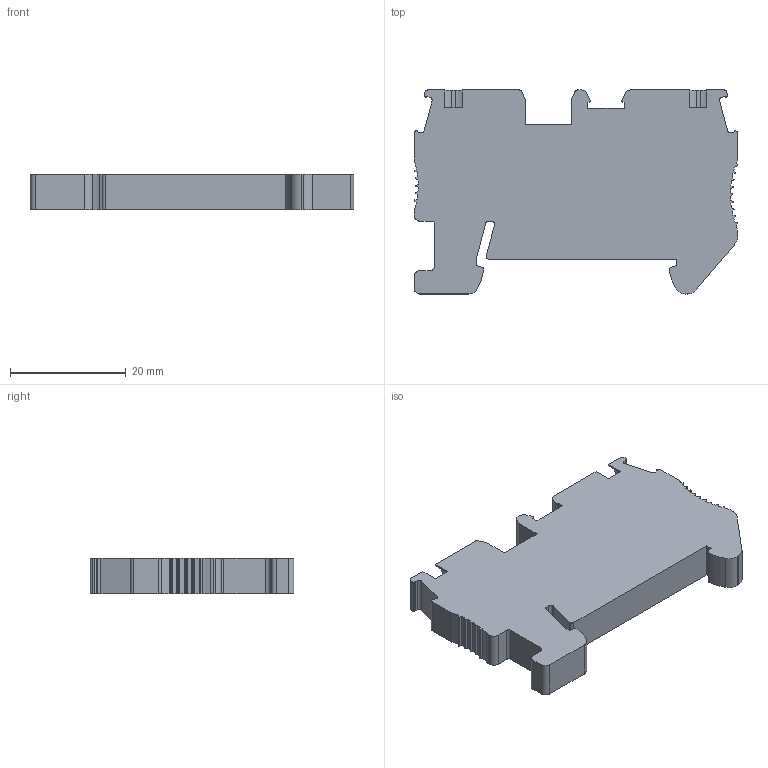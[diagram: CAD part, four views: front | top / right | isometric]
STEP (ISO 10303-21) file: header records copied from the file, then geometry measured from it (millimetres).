
FILE_DESCRIPTION(('STEP AP203'), '1');
FILE_NAME('MTS-4RD', '2024-11-22T08:31:26', ('砐錪賧瘔蠈錪 Windows'), (''), 'C3D Converter', 'C3D Toolkit', '');
FILE_SCHEMA(('CONFIG_CONTROL_DESIGN'));
Length unit declared in the file: millimetre
Products named in the file (2): 3031364-ST_4-select
Assembly tree (1 placements, depth 2):
  (unnamed)
    3031364-ST_4-select
Bounding box: 55.93 x 35.25 x 6.15 mm (x, y, z)
Volume: 9294 mm3; surface area: 4875.2 mm2
Topology: 1 solids, 1 shells, 176 faces, 516 edges, 344 vertices
Faces by surface type: plane 104, cylinder 72
Entity records: 7357 total; most frequent: CARTESIAN_POINT 1038, ORIENTED_EDGE 1032, DIRECTION 1016, EDGE_CURVE 516, LINE 372, VECTOR 372, VERTEX_POINT 344, AXIS2_PLACEMENT_3D 322
